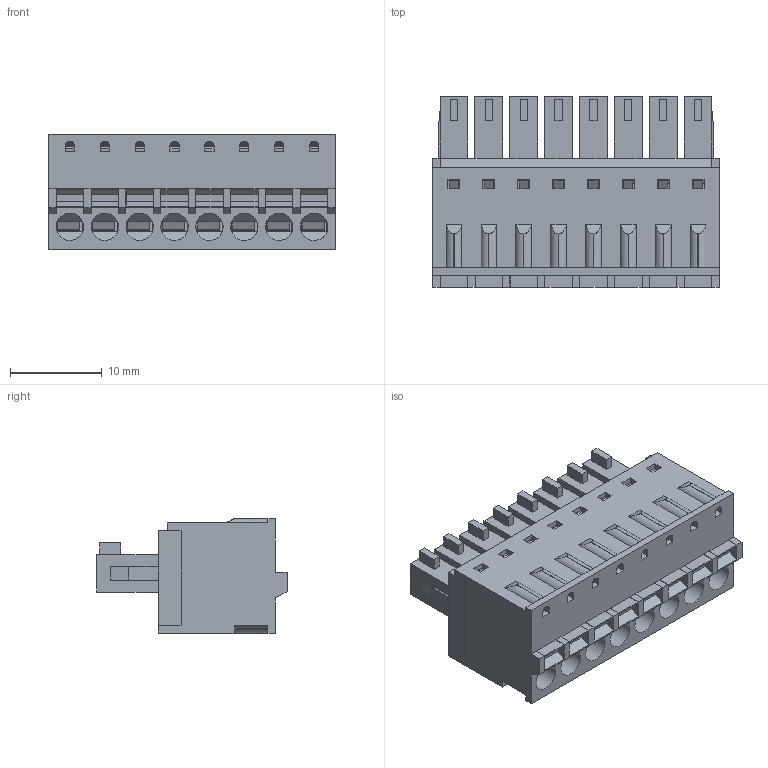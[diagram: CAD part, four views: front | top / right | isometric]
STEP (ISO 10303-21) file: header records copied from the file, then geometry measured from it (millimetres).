
FILE_DESCRIPTION( ( 'Unknown' ), '1' );
FILE_NAME( '691368300008B.stp', 'Unknown', ( 'Unknown' ), ( 'Unknown' ), 'PSStep 19.0.9', 'Unknown', ' ' );
FILE_SCHEMA( ( 'AUTOMOTIVE_DESIGN { 1 0 10303 214 1 1 1 1 }' ) );
Length unit declared in the file: millimetre
Products named in the file (6): Assem1; 6913683000xxB_BOUTON; 6913683000xxB_PIN; 6913683000xxB_LANGUETTE; 691368300008B; 691368300008B_BACK
Assembly tree (26 placements, depth 2):
  Assem1
    6913683000xxB_BOUTON  x8
    6913683000xxB_PIN  x8
    6913683000xxB_LANGUETTE  x8
    691368300008B
    691368300008B_BACK
Bounding box: 31.28 x 20.8 x 12.5 mm (x, y, z)
Volume: 3279.7 mm3; surface area: 10178.9 mm2
Topology: 26 solids, 26 shells, 2324 faces, 6488 edges, 4192 vertices
Faces by surface type: plane 1972, cylinder 352
Full cylindrical faces by diameter (mm): 1 x8, 3 x8
Entity records: 54467 total; most frequent: CARTESIAN_POINT 7910, ORIENTED_EDGE 7648, DIRECTION 6875, EDGE_CURVE 3824, LINE 3525, VECTOR 3525, VERTEX_POINT 2454, AXIS2_PLACEMENT_3D 1675
